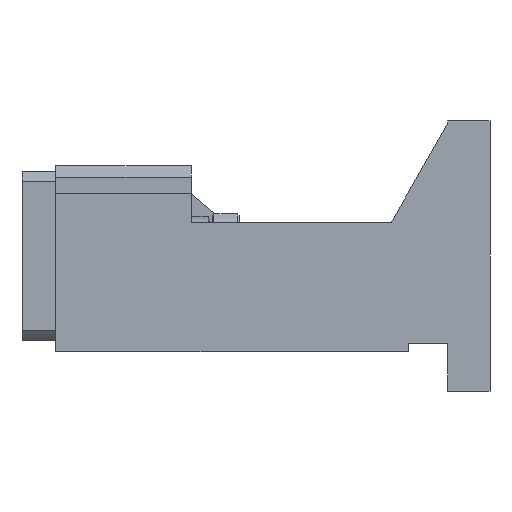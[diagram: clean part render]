
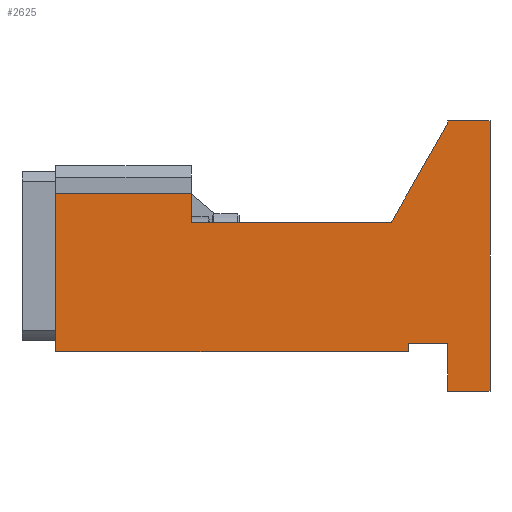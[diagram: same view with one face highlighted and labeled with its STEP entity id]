
A CAD part, front view. The second image highlights one B-rep face of the part: STEP entity #2625.
In plain terms, the highlighted planar face has unit normal (0, -1, 0).
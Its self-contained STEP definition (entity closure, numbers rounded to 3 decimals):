
#1880=CARTESIAN_POINT('Vertex',(139.,-53.,47.)) ;
#1883=CARTESIAN_POINT('Line Origine',(139.,-53.,47.5)) ;
#1887=CARTESIAN_POINT('Vertex',(139.,-53.,48.)) ;
#2035=CARTESIAN_POINT('Vertex',(125.,-53.,-34.)) ;
#2040=CARTESIAN_POINT('Line Origine',(62.5,-53.,-34.)) ;
#2044=CARTESIAN_POINT('Vertex',(0.,-53.,-34.)) ;
#2188=CARTESIAN_POINT('Line Origine',(0.,-53.,-6.)) ;
#2192=CARTESIAN_POINT('Vertex',(0.,-53.,22.)) ;
#2309=CARTESIAN_POINT('Vertex',(154.,-53.,48.)) ;
#2312=CARTESIAN_POINT('Line Origine',(146.5,-53.,48.)) ;
#2329=CARTESIAN_POINT('Line Origine',(154.,-53.,0.)) ;
#2333=CARTESIAN_POINT('Vertex',(154.,-53.,-48.)) ;
#2447=CARTESIAN_POINT('Vertex',(139.,-53.,-48.)) ;
#2450=CARTESIAN_POINT('Line Origine',(146.5,-53.,-48.)) ;
#2462=CARTESIAN_POINT('Line Origine',(139.,-53.,-39.5)) ;
#2466=CARTESIAN_POINT('Vertex',(139.,-53.,-31.)) ;
#2567=CARTESIAN_POINT('Axis2P3D Location',(0.,-53.,22.)) ;
#2572=CARTESIAN_POINT('Line Origine',(129.,-53.,29.5)) ;
#2576=CARTESIAN_POINT('Vertex',(119.,-53.,12.)) ;
#2579=CARTESIAN_POINT('Line Origine',(83.5,-53.,12.)) ;
#2583=CARTESIAN_POINT('Vertex',(48.,-53.,12.)) ;
#2586=CARTESIAN_POINT('Line Origine',(48.,-53.,17.)) ;
#2590=CARTESIAN_POINT('Vertex',(48.,-53.,22.)) ;
#2593=CARTESIAN_POINT('Line Origine',(24.,-53.,22.)) ;
#2598=CARTESIAN_POINT('Line Origine',(125.,-53.,-32.5)) ;
#2602=CARTESIAN_POINT('Vertex',(125.,-53.,-31.)) ;
#2605=CARTESIAN_POINT('Line Origine',(132.,-53.,-31.)) ;
#1884=DIRECTION('Vector Direction',(0.,0.,-1.)) ;
#2041=DIRECTION('Vector Direction',(1.,0.,0.)) ;
#2189=DIRECTION('Vector Direction',(0.,0.,-1.)) ;
#2313=DIRECTION('Vector Direction',(1.,0.,0.)) ;
#2330=DIRECTION('Vector Direction',(0.,0.,-1.)) ;
#2451=DIRECTION('Vector Direction',(1.,0.,0.)) ;
#2463=DIRECTION('Vector Direction',(0.,0.,-1.)) ;
#2568=DIRECTION('Axis2P3D Direction',(0.,-1.,0.)) ;
#2569=DIRECTION('Axis2P3D XDirection',(0.,0.,-1.)) ;
#2573=DIRECTION('Vector Direction',(0.496,0.,0.868)) ;
#2580=DIRECTION('Vector Direction',(-1.,0.,0.)) ;
#2587=DIRECTION('Vector Direction',(0.,0.,-1.)) ;
#2594=DIRECTION('Vector Direction',(1.,0.,0.)) ;
#2599=DIRECTION('Vector Direction',(0.,0.,-1.)) ;
#2606=DIRECTION('Vector Direction',(1.,0.,0.)) ;
#2570=AXIS2_PLACEMENT_3D('Plane Axis2P3D',#2567,#2568,#2569) ;
#2611=ORIENTED_EDGE('',*,*,#2468,.T.) ;
#2612=ORIENTED_EDGE('',*,*,#2454,.T.) ;
#2613=ORIENTED_EDGE('',*,*,#2335,.F.) ;
#2614=ORIENTED_EDGE('',*,*,#2316,.F.) ;
#2615=ORIENTED_EDGE('',*,*,#1889,.T.) ;
#2616=ORIENTED_EDGE('',*,*,#2578,.F.) ;
#2617=ORIENTED_EDGE('',*,*,#2585,.T.) ;
#2618=ORIENTED_EDGE('',*,*,#2592,.F.) ;
#2619=ORIENTED_EDGE('',*,*,#2597,.F.) ;
#2620=ORIENTED_EDGE('',*,*,#2194,.T.) ;
#2621=ORIENTED_EDGE('',*,*,#2046,.T.) ;
#2622=ORIENTED_EDGE('',*,*,#2604,.F.) ;
#2623=ORIENTED_EDGE('',*,*,#2609,.T.) ;
#1885=VECTOR('Line Direction',#1884,1.) ;
#2042=VECTOR('Line Direction',#2041,1.) ;
#2190=VECTOR('Line Direction',#2189,1.) ;
#2314=VECTOR('Line Direction',#2313,1.) ;
#2331=VECTOR('Line Direction',#2330,1.) ;
#2452=VECTOR('Line Direction',#2451,1.) ;
#2464=VECTOR('Line Direction',#2463,1.) ;
#2574=VECTOR('Line Direction',#2573,1.) ;
#2581=VECTOR('Line Direction',#2580,1.) ;
#2588=VECTOR('Line Direction',#2587,1.) ;
#2595=VECTOR('Line Direction',#2594,1.) ;
#2600=VECTOR('Line Direction',#2599,1.) ;
#2607=VECTOR('Line Direction',#2606,1.) ;
#2625=ADVANCED_FACE('\X2\96F64EF651E04F554F53\X0\',(#2624),#2571,.T.) ;
#1889=EDGE_CURVE('',#1888,#1881,#1886,.T.) ;
#2046=EDGE_CURVE('',#2045,#2036,#2043,.T.) ;
#2194=EDGE_CURVE('',#2193,#2045,#2191,.T.) ;
#2316=EDGE_CURVE('',#1888,#2310,#2315,.T.) ;
#2335=EDGE_CURVE('',#2310,#2334,#2332,.T.) ;
#2454=EDGE_CURVE('',#2448,#2334,#2453,.T.) ;
#2468=EDGE_CURVE('',#2467,#2448,#2465,.T.) ;
#2578=EDGE_CURVE('',#2577,#1881,#2575,.T.) ;
#2585=EDGE_CURVE('',#2577,#2584,#2582,.T.) ;
#2592=EDGE_CURVE('',#2591,#2584,#2589,.T.) ;
#2597=EDGE_CURVE('',#2193,#2591,#2596,.T.) ;
#2604=EDGE_CURVE('',#2603,#2036,#2601,.T.) ;
#2609=EDGE_CURVE('',#2603,#2467,#2608,.T.) ;
#2610=EDGE_LOOP('',(#2611,#2612,#2613,#2614,#2615,#2616,#2617,#2618,#2619,#2620,#2621,#2622,#2623)) ;
#2624=FACE_OUTER_BOUND('',#2610,.T.) ;
#1886=LINE('Line',#1883,#1885) ;
#2043=LINE('Line',#2040,#2042) ;
#2191=LINE('Line',#2188,#2190) ;
#2315=LINE('Line',#2312,#2314) ;
#2332=LINE('Line',#2329,#2331) ;
#2453=LINE('Line',#2450,#2452) ;
#2465=LINE('Line',#2462,#2464) ;
#2575=LINE('Line',#2572,#2574) ;
#2582=LINE('Line',#2579,#2581) ;
#2589=LINE('Line',#2586,#2588) ;
#2596=LINE('Line',#2593,#2595) ;
#2601=LINE('Line',#2598,#2600) ;
#2608=LINE('Line',#2605,#2607) ;
#2571=PLANE('Plane',#2570) ;
#1881=VERTEX_POINT('',#1880) ;
#1888=VERTEX_POINT('',#1887) ;
#2036=VERTEX_POINT('',#2035) ;
#2045=VERTEX_POINT('',#2044) ;
#2193=VERTEX_POINT('',#2192) ;
#2310=VERTEX_POINT('',#2309) ;
#2334=VERTEX_POINT('',#2333) ;
#2448=VERTEX_POINT('',#2447) ;
#2467=VERTEX_POINT('',#2466) ;
#2577=VERTEX_POINT('',#2576) ;
#2584=VERTEX_POINT('',#2583) ;
#2591=VERTEX_POINT('',#2590) ;
#2603=VERTEX_POINT('',#2602) ;
